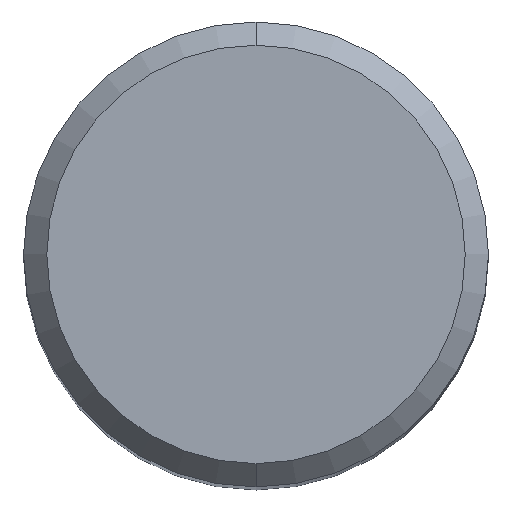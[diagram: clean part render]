
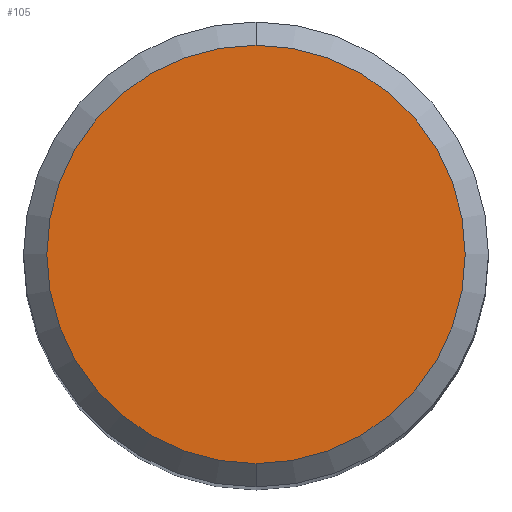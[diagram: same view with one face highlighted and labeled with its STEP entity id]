
A CAD part, top view. The second image highlights one B-rep face of the part: STEP entity #105.
In plain terms, the highlighted planar face has unit normal (0, 0, 1).
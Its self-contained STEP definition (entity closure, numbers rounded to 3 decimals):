
#99=VERTEX_POINT('',#250);
#105=ADVANCED_FACE('',(#257),#258,.T.);
#125=EDGE_CURVE('',#99,#197,#280,.T.);
#197=VERTEX_POINT('',#360);
#209=EDGE_CURVE('',#197,#99,#374,.T.);
#250=CARTESIAN_POINT('',(0.,-5.4,0.0));
#257=FACE_OUTER_BOUND('',#417,.T.);
#258=PLANE('',#418);
#280=CIRCLE('',#446,5.4);
#360=CARTESIAN_POINT('',(0.0,5.4,0.0));
#374=CIRCLE('',#570,5.4);
#417=EDGE_LOOP('',(#610,#611));
#418=AXIS2_PLACEMENT_3D('',#612,#613,#614);
#446=AXIS2_PLACEMENT_3D('',#635,#636,#637);
#570=AXIS2_PLACEMENT_3D('',#759,#760,#761);
#610=ORIENTED_EDGE('',*,*,#209,.F.);
#611=ORIENTED_EDGE('',*,*,#125,.F.);
#612=CARTESIAN_POINT('',(0.0,2.7,0.0));
#613=DIRECTION('',(-0.0,0.0,1.0));
#614=DIRECTION('',(0.0,-1.0,0.0));
#635=CARTESIAN_POINT('',(0.0,0.0,0.0));
#636=DIRECTION('',(0.0,0.0,-1.0));
#637=DIRECTION('',(0.0,1.0,0.0));
#759=CARTESIAN_POINT('',(0.0,0.0,0.0));
#760=DIRECTION('',(0.0,0.0,-1.0));
#761=DIRECTION('',(0.0,1.0,0.0));
